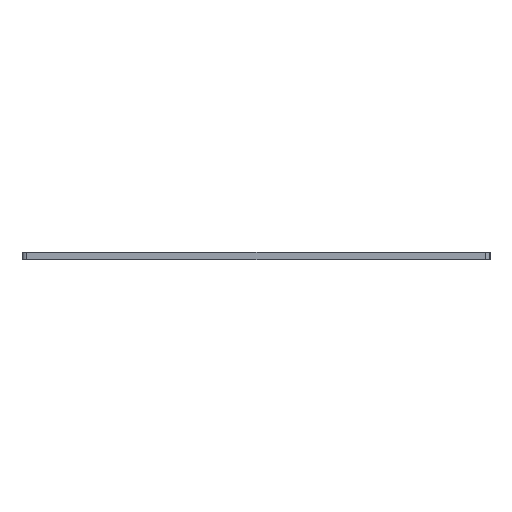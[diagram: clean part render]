
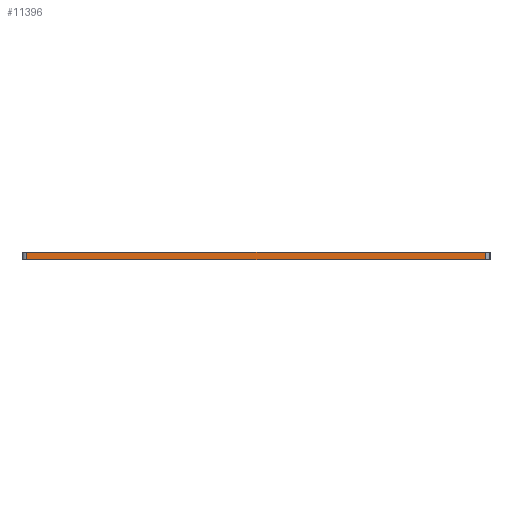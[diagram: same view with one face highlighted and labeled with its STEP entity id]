
A CAD part, left-side view. The second image highlights one B-rep face of the part: STEP entity #11396.
In plain terms, the highlighted planar face has unit normal (-1, 0, 0).
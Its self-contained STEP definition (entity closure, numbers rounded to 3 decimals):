
#144=PLANE('',#12282);
#452=FACE_OUTER_BOUND('',#1101,.T.);
#1101=EDGE_LOOP('',(#8211,#8212,#8213,#8214));
#1746=LINE('',#16645,#2934);
#2049=LINE('',#17812,#3237);
#2055=LINE('',#17829,#3243);
#2056=LINE('',#17830,#3244);
#2934=VECTOR('',#13154,10.);
#3237=VECTOR('',#14023,10.);
#3243=VECTOR('',#14041,10.);
#3244=VECTOR('',#14042,10.);
#4688=VERTEX_POINT('',#16642);
#4689=VERTEX_POINT('',#16644);
#5270=VERTEX_POINT('',#17810);
#5275=VERTEX_POINT('',#17828);
#5857=EDGE_CURVE('',#4689,#4688,#1746,.T.);
#6441=EDGE_CURVE('',#5270,#4688,#2049,.T.);
#6449=EDGE_CURVE('',#5275,#5270,#2055,.T.);
#6450=EDGE_CURVE('',#4689,#5275,#2056,.T.);
#8211=ORIENTED_EDGE('',*,*,#6441,.F.);
#8212=ORIENTED_EDGE('',*,*,#6449,.F.);
#8213=ORIENTED_EDGE('',*,*,#6450,.F.);
#8214=ORIENTED_EDGE('',*,*,#5857,.T.);
#11396=ADVANCED_FACE('',(#452),#144,.T.);
#12282=AXIS2_PLACEMENT_3D('',#17827,#14039,#14040);
#13154=DIRECTION('',(0.,-1.,0.));
#14023=DIRECTION('',(0.,0.,-1.));
#14039=DIRECTION('center_axis',(-1.,0.,0.));
#14040=DIRECTION('ref_axis',(0.,-1.,0.));
#14041=DIRECTION('',(0.,-1.,0.));
#14042=DIRECTION('',(0.,0.,1.));
#16642=CARTESIAN_POINT('',(0.,-94.75,0.));
#16644=CARTESIAN_POINT('',(0.,-1.,0.));
#16645=CARTESIAN_POINT('',(0.,0.,0.));
#17810=CARTESIAN_POINT('',(0.,-94.75,1.5));
#17812=CARTESIAN_POINT('',(0.,-94.75,0.));
#17827=CARTESIAN_POINT('Origin',(0.,0.,0.));
#17828=CARTESIAN_POINT('',(0.,-1.,1.5));
#17829=CARTESIAN_POINT('',(0.,0.,1.5));
#17830=CARTESIAN_POINT('',(0.,-1.,0.));
